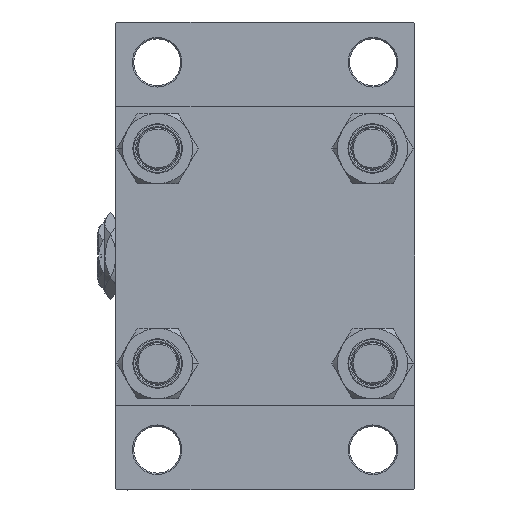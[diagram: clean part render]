
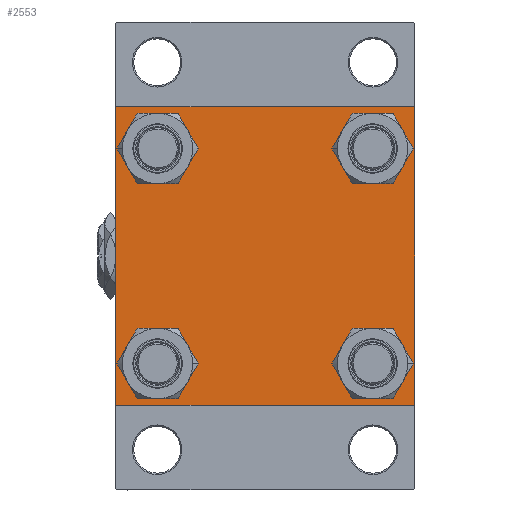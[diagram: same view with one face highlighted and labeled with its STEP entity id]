
A CAD part, left-side view. The second image highlights one B-rep face of the part: STEP entity #2553.
In plain terms, the highlighted planar face has unit normal (-1, 0, 0).
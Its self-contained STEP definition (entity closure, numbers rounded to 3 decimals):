
#45 = VECTOR ( 'NONE', #2889, 1000. ) ;
#1802 = VERTEX_POINT ( 'NONE', #19066 ) ;
#2220 = EDGE_CURVE ( 'NONE', #1802, #3543, #25448, .T. ) ;
#2376 = VECTOR ( 'NONE', #12980, 1000. ) ;
#2553 = ADVANCED_FACE ( 'NONE', ( #35593, #24383, #15554, #47024, #27259 ), #40264, .T. ) ;
#2659 = CARTESIAN_POINT ( 'NONE',  ( 0., -57.5, 57.5 ) ) ;
#2757 = DIRECTION ( 'NONE',  ( 0., 0., 1. ) ) ;
#2889 = DIRECTION ( 'NONE',  ( 0., -1., 0. ) ) ;
#2938 = DIRECTION ( 'NONE',  ( 0., -0.707, -0.707 ) ) ;
#2965 = AXIS2_PLACEMENT_3D ( 'NONE', #6754, #22860, #22611 ) ;
#3543 = VERTEX_POINT ( 'NONE', #28494 ) ;
#3649 = CARTESIAN_POINT ( 'NONE',  ( 0., 57.25, 57.25 ) ) ;
#3892 = CIRCLE ( 'NONE', #32961, 8.5 ) ;
#5014 = ORIENTED_EDGE ( 'NONE', *, *, #49851, .T. ) ;
#5096 = CARTESIAN_POINT ( 'NONE',  ( 0., -41.35, -32.85 ) ) ;
#5792 = CARTESIAN_POINT ( 'NONE',  ( 0., -41.35, 49.85 ) ) ;
#5827 = CARTESIAN_POINT ( 'NONE',  ( 0., -41.35, 41.35 ) ) ;
#6025 = CARTESIAN_POINT ( 'NONE',  ( 0., 57.5, -57.5 ) ) ;
#6243 = EDGE_CURVE ( 'NONE', #15619, #1802, #30728, .T. ) ;
#6754 = CARTESIAN_POINT ( 'NONE',  ( 0., 41.35, 41.35 ) ) ;
#7331 = CARTESIAN_POINT ( 'NONE',  ( 0., -41.35, 41.35 ) ) ;
#7441 = VERTEX_POINT ( 'NONE', #5792 ) ;
#7554 = LINE ( 'NONE', #3649, #30920 ) ;
#7582 = ORIENTED_EDGE ( 'NONE', *, *, #23122, .T. ) ;
#9103 = EDGE_CURVE ( 'NONE', #15759, #9296, #7554, .T. ) ;
#9296 = VERTEX_POINT ( 'NONE', #19450 ) ;
#9618 = DIRECTION ( 'NONE',  ( 0., 0., 1. ) ) ;
#10888 = EDGE_LOOP ( 'NONE', ( #24249, #41193 ) ) ;
#11510 = VERTEX_POINT ( 'NONE', #46161 ) ;
#11871 = CARTESIAN_POINT ( 'NONE',  ( 0., -41.35, -41.35 ) ) ;
#12980 = DIRECTION ( 'NONE',  ( 0., -0.707, 0.707 ) ) ;
#13245 = EDGE_CURVE ( 'NONE', #15413, #15619, #46374, .T. ) ;
#13776 = CARTESIAN_POINT ( 'NONE',  ( 0., -41.35, -49.85 ) ) ;
#13961 = VECTOR ( 'NONE', #35168, 1000. ) ;
#14457 = VERTEX_POINT ( 'NONE', #22387 ) ;
#14550 = DIRECTION ( 'NONE',  ( 1., 0., 0. ) ) ;
#15285 = LINE ( 'NONE', #38706, #28235 ) ;
#15413 = VERTEX_POINT ( 'NONE', #21266 ) ;
#15541 = DIRECTION ( 'NONE',  ( 0., -1., 0. ) ) ;
#15554 = FACE_BOUND ( 'NONE', #10888, .T. ) ;
#15601 = VECTOR ( 'NONE', #43524, 1000. ) ;
#15619 = VERTEX_POINT ( 'NONE', #39675 ) ;
#15690 = CARTESIAN_POINT ( 'NONE',  ( 0., -57.25, 57.25 ) ) ;
#15759 = VERTEX_POINT ( 'NONE', #44827 ) ;
#17056 = CIRCLE ( 'NONE', #2965, 8.5 ) ;
#17523 = ORIENTED_EDGE ( 'NONE', *, *, #36945, .T. ) ;
#18270 = EDGE_CURVE ( 'NONE', #32309, #42235, #17056, .T. ) ;
#18618 = ORIENTED_EDGE ( 'NONE', *, *, #2220, .T. ) ;
#18696 = EDGE_LOOP ( 'NONE', ( #37672, #45631, #25368, #18618, #43513, #27954, #34627, #39994 ) ) ;
#18945 = CIRCLE ( 'NONE', #40520, 8.5 ) ;
#19060 = CARTESIAN_POINT ( 'NONE',  ( 0., 57.25, -57.25 ) ) ;
#19066 = CARTESIAN_POINT ( 'NONE',  ( 0., -57., -57.5 ) ) ;
#19450 = CARTESIAN_POINT ( 'NONE',  ( 0., 57.5, 57. ) ) ;
#19545 = VERTEX_POINT ( 'NONE', #5096 ) ;
#20020 = DIRECTION ( 'NONE',  ( 0., 0.707, -0.707 ) ) ;
#20185 = CARTESIAN_POINT ( 'NONE',  ( 0., 41.35, -32.85 ) ) ;
#20477 = CIRCLE ( 'NONE', #49540, 8.5 ) ;
#21010 = CARTESIAN_POINT ( 'NONE',  ( 0., 41.35, 41.35 ) ) ;
#21266 = CARTESIAN_POINT ( 'NONE',  ( 0., 57.5, -57. ) ) ;
#22131 = VERTEX_POINT ( 'NONE', #46146 ) ;
#22387 = CARTESIAN_POINT ( 'NONE',  ( 0., -57., 57.5 ) ) ;
#22611 = DIRECTION ( 'NONE',  ( 0., 0., 1. ) ) ;
#22860 = DIRECTION ( 'NONE',  ( 1., 0., 0. ) ) ;
#23122 = EDGE_CURVE ( 'NONE', #50937, #19545, #20477, .T. ) ;
#24165 = EDGE_CURVE ( 'NONE', #35997, #11510, #3892, .T. ) ;
#24214 = AXIS2_PLACEMENT_3D ( 'NONE', #7331, #39846, #51267 ) ;
#24249 = ORIENTED_EDGE ( 'NONE', *, *, #24165, .T. ) ;
#24383 = FACE_BOUND ( 'NONE', #39303, .T. ) ;
#24650 = DIRECTION ( 'NONE',  ( 1., 0., 0. ) ) ;
#25053 = VECTOR ( 'NONE', #45783, 1000. ) ;
#25368 = ORIENTED_EDGE ( 'NONE', *, *, #6243, .T. ) ;
#25448 = LINE ( 'NONE', #29628, #2376 ) ;
#26695 = DIRECTION ( 'NONE',  ( 0., 0., 1. ) ) ;
#27259 = FACE_OUTER_BOUND ( 'NONE', #18696, .T. ) ;
#27661 = LINE ( 'NONE', #15690, #15601 ) ;
#27954 = ORIENTED_EDGE ( 'NONE', *, *, #38863, .T. ) ;
#28235 = VECTOR ( 'NONE', #15541, 1000. ) ;
#28326 = VERTEX_POINT ( 'NONE', #38820 ) ;
#28461 = CARTESIAN_POINT ( 'NONE',  ( 0., 41.35, 32.85 ) ) ;
#28494 = CARTESIAN_POINT ( 'NONE',  ( 0., -57.5, -57. ) ) ;
#28951 = DIRECTION ( 'NONE',  ( 1., 0., 0. ) ) ;
#29628 = CARTESIAN_POINT ( 'NONE',  ( 0., -57.25, -57.25 ) ) ;
#29932 = CARTESIAN_POINT ( 'NONE',  ( 0., 57.5, 57.5 ) ) ;
#30728 = LINE ( 'NONE', #6025, #45 ) ;
#30920 = VECTOR ( 'NONE', #20020, 1000. ) ;
#31015 = LINE ( 'NONE', #2659, #13961 ) ;
#32220 = DIRECTION ( 'NONE',  ( 0., 0., 1. ) ) ;
#32309 = VERTEX_POINT ( 'NONE', #40394 ) ;
#32850 = CARTESIAN_POINT ( 'NONE',  ( 0., -41.35, -41.35 ) ) ;
#32961 = AXIS2_PLACEMENT_3D ( 'NONE', #34491, #50339, #2757 ) ;
#32977 = CIRCLE ( 'NONE', #41289, 8.5 ) ;
#34173 = CIRCLE ( 'NONE', #24214, 8.5 ) ;
#34491 = CARTESIAN_POINT ( 'NONE',  ( 0., 41.35, -41.35 ) ) ;
#34627 = ORIENTED_EDGE ( 'NONE', *, *, #42856, .F. ) ;
#35168 = DIRECTION ( 'NONE',  ( 0., 0., -1. ) ) ;
#35593 = FACE_BOUND ( 'NONE', #42048, .T. ) ;
#35997 = VERTEX_POINT ( 'NONE', #20185 ) ;
#36008 = ORIENTED_EDGE ( 'NONE', *, *, #38608, .T. ) ;
#36945 = EDGE_CURVE ( 'NONE', #42235, #32309, #32977, .T. ) ;
#37581 = DIRECTION ( 'NONE',  ( 0., 0., 1. ) ) ;
#37672 = ORIENTED_EDGE ( 'NONE', *, *, #50942, .T. ) ;
#38608 = EDGE_CURVE ( 'NONE', #19545, #50937, #18945, .T. ) ;
#38706 = CARTESIAN_POINT ( 'NONE',  ( 0., 57.5, 57.5 ) ) ;
#38728 = EDGE_CURVE ( 'NONE', #7441, #28326, #43008, .T. ) ;
#38820 = CARTESIAN_POINT ( 'NONE',  ( 0., -41.35, 32.85 ) ) ;
#38863 = EDGE_CURVE ( 'NONE', #22131, #14457, #27661, .T. ) ;
#39303 = EDGE_LOOP ( 'NONE', ( #36008, #7582 ) ) ;
#39675 = CARTESIAN_POINT ( 'NONE',  ( 0., 57., -57.5 ) ) ;
#39846 = DIRECTION ( 'NONE',  ( 1., 0., 0. ) ) ;
#39994 = ORIENTED_EDGE ( 'NONE', *, *, #9103, .T. ) ;
#40264 = PLANE ( 'NONE',  #40634 ) ;
#40394 = CARTESIAN_POINT ( 'NONE',  ( 0., 41.35, 49.85 ) ) ;
#40398 = EDGE_CURVE ( 'NONE', #22131, #3543, #31015, .T. ) ;
#40520 = AXIS2_PLACEMENT_3D ( 'NONE', #11871, #47489, #26695 ) ;
#40634 = AXIS2_PLACEMENT_3D ( 'NONE', #43130, #43388, #50929 ) ;
#40809 = CIRCLE ( 'NONE', #44149, 8.5 ) ;
#41193 = ORIENTED_EDGE ( 'NONE', *, *, #50168, .T. ) ;
#41289 = AXIS2_PLACEMENT_3D ( 'NONE', #21010, #24650, #32220 ) ;
#42048 = EDGE_LOOP ( 'NONE', ( #50073, #5014 ) ) ;
#42071 = EDGE_LOOP ( 'NONE', ( #42365, #17523 ) ) ;
#42235 = VERTEX_POINT ( 'NONE', #28461 ) ;
#42365 = ORIENTED_EDGE ( 'NONE', *, *, #18270, .T. ) ;
#42856 = EDGE_CURVE ( 'NONE', #15759, #14457, #15285, .T. ) ;
#43008 = CIRCLE ( 'NONE', #51313, 8.5 ) ;
#43130 = CARTESIAN_POINT ( 'NONE',  ( 0., 0., 0. ) ) ;
#43388 = DIRECTION ( 'NONE',  ( -1., 0., 0. ) ) ;
#43513 = ORIENTED_EDGE ( 'NONE', *, *, #40398, .F. ) ;
#43524 = DIRECTION ( 'NONE',  ( 0., 0.707, 0.707 ) ) ;
#44149 = AXIS2_PLACEMENT_3D ( 'NONE', #49152, #14550, #9618 ) ;
#44827 = CARTESIAN_POINT ( 'NONE',  ( 0., 57., 57.5 ) ) ;
#45173 = VECTOR ( 'NONE', #2938, 1000. ) ;
#45631 = ORIENTED_EDGE ( 'NONE', *, *, #13245, .T. ) ;
#45783 = DIRECTION ( 'NONE',  ( 0., 0., -1. ) ) ;
#46137 = DIRECTION ( 'NONE',  ( 1., 0., 0. ) ) ;
#46146 = CARTESIAN_POINT ( 'NONE',  ( 0., -57.5, 57. ) ) ;
#46161 = CARTESIAN_POINT ( 'NONE',  ( 0., 41.35, -49.85 ) ) ;
#46290 = LINE ( 'NONE', #29932, #25053 ) ;
#46374 = LINE ( 'NONE', #19060, #45173 ) ;
#47024 = FACE_BOUND ( 'NONE', #42071, .T. ) ;
#47489 = DIRECTION ( 'NONE',  ( 1., 0., 0. ) ) ;
#48703 = DIRECTION ( 'NONE',  ( 0., 0., 1. ) ) ;
#49152 = CARTESIAN_POINT ( 'NONE',  ( 0., 41.35, -41.35 ) ) ;
#49540 = AXIS2_PLACEMENT_3D ( 'NONE', #32850, #28951, #48703 ) ;
#49851 = EDGE_CURVE ( 'NONE', #28326, #7441, #34173, .T. ) ;
#50073 = ORIENTED_EDGE ( 'NONE', *, *, #38728, .T. ) ;
#50168 = EDGE_CURVE ( 'NONE', #11510, #35997, #40809, .T. ) ;
#50339 = DIRECTION ( 'NONE',  ( 1., 0., 0. ) ) ;
#50929 = DIRECTION ( 'NONE',  ( 0., 0., 1. ) ) ;
#50937 = VERTEX_POINT ( 'NONE', #13776 ) ;
#50942 = EDGE_CURVE ( 'NONE', #9296, #15413, #46290, .T. ) ;
#51267 = DIRECTION ( 'NONE',  ( 0., 0., 1. ) ) ;
#51313 = AXIS2_PLACEMENT_3D ( 'NONE', #5827, #46137, #37581 ) ;
